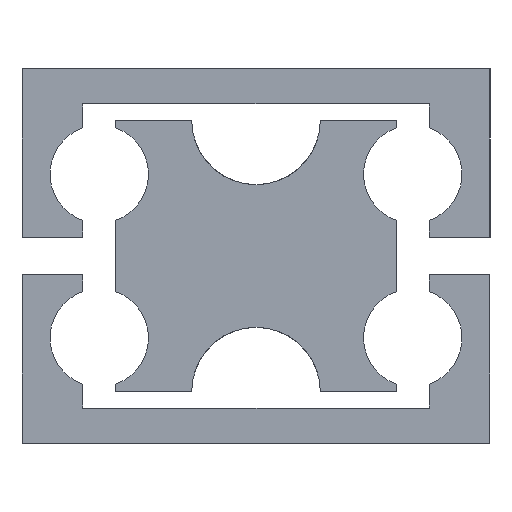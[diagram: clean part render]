
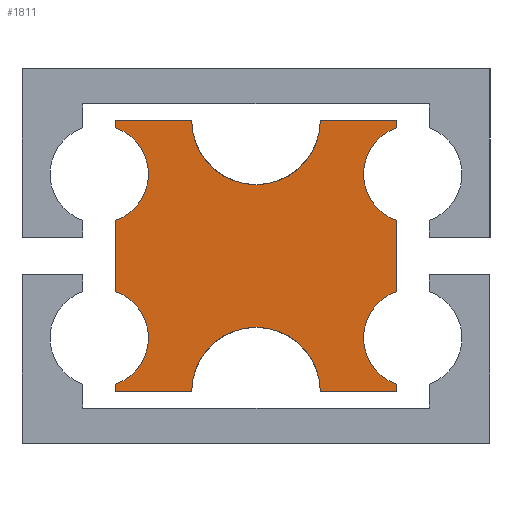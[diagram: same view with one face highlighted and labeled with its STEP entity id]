
A CAD part, left-side view. The second image highlights one B-rep face of the part: STEP entity #1811.
In plain terms, the highlighted planar face has unit normal (-1, 0, 0).
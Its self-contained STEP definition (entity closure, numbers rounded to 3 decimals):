
#2 = AXIS2_PLACEMENT_3D ( 'NONE', #623, #624, #625 ) ;
#339 = LINE ( 'NONE', #340, #722 ) ;
#340 = CARTESIAN_POINT ( 'NONE',  ( -150., -6., -5.48 ) ) ;
#341 = DIRECTION ( 'NONE',  ( 0., 0., -1. ) ) ;
#345 = LINE ( 'NONE', #346, #704 ) ;
#346 = CARTESIAN_POINT ( 'NONE',  ( -150., -6., -1.52 ) ) ;
#347 = DIRECTION ( 'NONE',  ( 0., 0., -1. ) ) ;
#360 = LINE ( 'NONE', #361, #710 ) ;
#361 = CARTESIAN_POINT ( 'NONE',  ( -150., -6., 5.48 ) ) ;
#362 = DIRECTION ( 'NONE',  ( 0., 0., -1. ) ) ;
#365 = CARTESIAN_POINT ( 'NONE',  ( -150., -6.7, -3.5 ) ) ;
#366 = DIRECTION ( 'NONE',  ( -1., 0., 0. ) ) ;
#367 = DIRECTION ( 'NONE',  ( 0., 0., -1. ) ) ;
#384 = LINE ( 'NONE', #385, #717 ) ;
#385 = CARTESIAN_POINT ( 'NONE',  ( -150., -6., -5.8 ) ) ;
#386 = DIRECTION ( 'NONE',  ( 0., 1., 0. ) ) ;
#441 = CARTESIAN_POINT ( 'NONE',  ( -150., 0., 5.8 ) ) ;
#454 = LINE ( 'NONE', #455, #1673 ) ;
#455 = CARTESIAN_POINT ( 'NONE',  ( -150., 2.75, 5.8 ) ) ;
#456 = DIRECTION ( 'NONE',  ( 0., -1., 0. ) ) ;
#457 = DIRECTION ( 'NONE',  ( -1., 0., 0. ) ) ;
#458 = DIRECTION ( 'NONE',  ( 0., 0., -1. ) ) ;
#474 = PLANE ( 'NONE',  #1681 ) ;
#475 = CARTESIAN_POINT ( 'NONE',  ( -150., 0., 5.8 ) ) ;
#476 = DIRECTION ( 'NONE',  ( 1., 0., 0. ) ) ;
#477 = DIRECTION ( 'NONE',  ( 0., 0., -1. ) ) ;
#539 = CARTESIAN_POINT ( 'NONE',  ( -150., 0., -5.8 ) ) ;
#540 = LINE ( 'NONE', #541, #1831 ) ;
#541 = CARTESIAN_POINT ( 'NONE',  ( -150., -6., 5.8 ) ) ;
#542 = DIRECTION ( 'NONE',  ( 0., -1., 0. ) ) ;
#546 = DIRECTION ( 'NONE',  ( -1., 0., 0. ) ) ;
#547 = DIRECTION ( 'NONE',  ( 0., 0., -1. ) ) ;
#579 = LINE ( 'NONE', #580, #779 ) ;
#580 = CARTESIAN_POINT ( 'NONE',  ( -150., 2.75, -5.8 ) ) ;
#581 = DIRECTION ( 'NONE',  ( 0., 1., 0. ) ) ;
#603 = LINE ( 'NONE', #604, #727 ) ;
#604 = CARTESIAN_POINT ( 'NONE',  ( -150., 6., -5.48 ) ) ;
#605 = DIRECTION ( 'NONE',  ( 0., 0., 1. ) ) ;
#614 = CARTESIAN_POINT ( 'NONE',  ( -150., 6.7, -3.5 ) ) ;
#615 = LINE ( 'NONE', #616, #1624 ) ;
#616 = CARTESIAN_POINT ( 'NONE',  ( -150., 6., -1.52 ) ) ;
#617 = DIRECTION ( 'NONE',  ( 0., 0., 1. ) ) ;
#621 = DIRECTION ( 'NONE',  ( -1., 0., 0. ) ) ;
#622 = DIRECTION ( 'NONE',  ( 0., 0., -1. ) ) ;
#623 = CARTESIAN_POINT ( 'NONE',  ( -150., 6.7, 3.5 ) ) ;
#624 = DIRECTION ( 'NONE',  ( -1., 0., 0. ) ) ;
#625 = DIRECTION ( 'NONE',  ( 0., 0., -1. ) ) ;
#704 = VECTOR ( 'NONE', #347, 1000. ) ;
#710 = VECTOR ( 'NONE', #362, 1000. ) ;
#717 = VECTOR ( 'NONE', #386, 1000. ) ;
#722 = VECTOR ( 'NONE', #341, 1000. ) ;
#724 = AXIS2_PLACEMENT_3D ( 'NONE', #365, #366, #367 ) ;
#727 = VECTOR ( 'NONE', #605, 1000. ) ;
#779 = VECTOR ( 'NONE', #581, 1000. ) ;
#801 = EDGE_CURVE ( 'NONE', #987, #964, #339, .T. ) ;
#803 = EDGE_CURVE ( 'NONE', #972, #985, #345, .T. ) ;
#808 = EDGE_CURVE ( 'NONE', #978, #1008, #360, .T. ) ;
#810 = EDGE_CURVE ( 'NONE', #985, #987, #2225, .T. ) ;
#816 = EDGE_CURVE ( 'NONE', #964, #1015, #384, .T. ) ;
#838 = EDGE_CURVE ( 'NONE', #999, #990, #2206, .T. ) ;
#863 = EDGE_CURVE ( 'NONE', #1008, #972, #2238, .T. ) ;
#952 = VERTEX_POINT ( 'NONE', #2099 ) ;
#964 = VERTEX_POINT ( 'NONE', #2111 ) ;
#968 = VERTEX_POINT ( 'NONE', #2115 ) ;
#969 = VERTEX_POINT ( 'NONE', #2116 ) ;
#971 = VERTEX_POINT ( 'NONE', #2118 ) ;
#972 = VERTEX_POINT ( 'NONE', #2119 ) ;
#977 = VERTEX_POINT ( 'NONE', #2124 ) ;
#978 = VERTEX_POINT ( 'NONE', #2125 ) ;
#985 = VERTEX_POINT ( 'NONE', #2132 ) ;
#987 = VERTEX_POINT ( 'NONE', #2134 ) ;
#990 = VERTEX_POINT ( 'NONE', #2137 ) ;
#993 = VERTEX_POINT ( 'NONE', #2140 ) ;
#994 = VERTEX_POINT ( 'NONE', #2141 ) ;
#999 = VERTEX_POINT ( 'NONE', #2146 ) ;
#1003 = VERTEX_POINT ( 'NONE', #2150 ) ;
#1008 = VERTEX_POINT ( 'NONE', #1106 ) ;
#1015 = VERTEX_POINT ( 'NONE', #1113 ) ;
#1020 = ORIENTED_EDGE ( 'NONE', *, *, #1804, .F. ) ;
#1021 = ORIENTED_EDGE ( 'NONE', *, *, #808, .F. ) ;
#1022 = ORIENTED_EDGE ( 'NONE', *, *, #1817, .F. ) ;
#1023 = ORIENTED_EDGE ( 'NONE', *, *, #1805, .F. ) ;
#1024 = ORIENTED_EDGE ( 'NONE', *, *, #1792, .F. ) ;
#1025 = ORIENTED_EDGE ( 'NONE', *, *, #2232, .F. ) ;
#1026 = ORIENTED_EDGE ( 'NONE', *, *, #2217, .F. ) ;
#1027 = ORIENTED_EDGE ( 'NONE', *, *, #2221, .F. ) ;
#1028 = ORIENTED_EDGE ( 'NONE', *, *, #2209, .F. ) ;
#1029 = ORIENTED_EDGE ( 'NONE', *, *, #2192, .F. ) ;
#1030 = ORIENTED_EDGE ( 'NONE', *, *, #838, .F. ) ;
#1031 = ORIENTED_EDGE ( 'NONE', *, *, #2165, .F. ) ;
#1032 = ORIENTED_EDGE ( 'NONE', *, *, #816, .F. ) ;
#1033 = ORIENTED_EDGE ( 'NONE', *, *, #801, .F. ) ;
#1034 = ORIENTED_EDGE ( 'NONE', *, *, #810, .F. ) ;
#1035 = ORIENTED_EDGE ( 'NONE', *, *, #803, .F. ) ;
#1036 = ORIENTED_EDGE ( 'NONE', *, *, #863, .F. ) ;
#1086 = EDGE_LOOP ( 'NONE', ( #1021, #1022, #1023, #1020, #1024, #1025, #1026, #1027, #1028, #1029, #1030, #1031, #1032, #1033, #1034, #1035, #1036 ) ) ;
#1106 = CARTESIAN_POINT ( 'NONE',  ( -150., -6., 5.48 ) ) ;
#1113 = CARTESIAN_POINT ( 'NONE',  ( -150., -2.75, -5.8 ) ) ;
#1386 = LINE ( 'NONE', #1387, #2182 ) ;
#1387 = CARTESIAN_POINT ( 'NONE',  ( -150., 6., 5.48 ) ) ;
#1388 = DIRECTION ( 'NONE',  ( 0., 0., 1. ) ) ;
#1540 = CIRCLE ( 'NONE', #2, 2.1 ) ;
#1542 = CIRCLE ( 'NONE', #1622, 2.1 ) ;
#1622 = AXIS2_PLACEMENT_3D ( 'NONE', #614, #621, #622 ) ;
#1624 = VECTOR ( 'NONE', #617, 1000. ) ;
#1649 = AXIS2_PLACEMENT_3D ( 'NONE', #1904, #1905, #1906 ) ;
#1668 = AXIS2_PLACEMENT_3D ( 'NONE', #2089, #2090, #2091 ) ;
#1673 = VECTOR ( 'NONE', #456, 1000. ) ;
#1676 = FACE_OUTER_BOUND ( 'NONE', #1086, .T. ) ;
#1681 = AXIS2_PLACEMENT_3D ( 'NONE', #475, #476, #477 ) ;
#1682 = AXIS2_PLACEMENT_3D ( 'NONE', #441, #457, #458 ) ;
#1792 = EDGE_CURVE ( 'NONE', #971, #977, #1386, .T. ) ;
#1804 = EDGE_CURVE ( 'NONE', #977, #993, #454, .T. ) ;
#1805 = EDGE_CURVE ( 'NONE', #993, #968, #2169, .T. ) ;
#1811 = ADVANCED_FACE ( 'NONE', ( #1676 ), #474, .F. ) ;
#1817 = EDGE_CURVE ( 'NONE', #968, #978, #540, .T. ) ;
#1823 = AXIS2_PLACEMENT_3D ( 'NONE', #539, #546, #547 ) ;
#1831 = VECTOR ( 'NONE', #542, 1000. ) ;
#1904 = CARTESIAN_POINT ( 'NONE',  ( -150., 0., -5.8 ) ) ;
#1905 = DIRECTION ( 'NONE',  ( -1., 0., 0. ) ) ;
#1906 = DIRECTION ( 'NONE',  ( 0., 0., -1. ) ) ;
#2089 = CARTESIAN_POINT ( 'NONE',  ( -150., -6.7, 3.5 ) ) ;
#2090 = DIRECTION ( 'NONE',  ( -1., 0., 0. ) ) ;
#2091 = DIRECTION ( 'NONE',  ( 0., 0., -1. ) ) ;
#2099 = CARTESIAN_POINT ( 'NONE',  ( -150., 6., -1.52 ) ) ;
#2111 = CARTESIAN_POINT ( 'NONE',  ( -150., -6., -5.8 ) ) ;
#2115 = CARTESIAN_POINT ( 'NONE',  ( -150., -2.75, 5.8 ) ) ;
#2116 = CARTESIAN_POINT ( 'NONE',  ( -150., 6., -5.48 ) ) ;
#2118 = CARTESIAN_POINT ( 'NONE',  ( -150., 6., 5.48 ) ) ;
#2119 = CARTESIAN_POINT ( 'NONE',  ( -150., -6., 1.52 ) ) ;
#2124 = CARTESIAN_POINT ( 'NONE',  ( -150., 6., 5.8 ) ) ;
#2125 = CARTESIAN_POINT ( 'NONE',  ( -150., -6., 5.8 ) ) ;
#2132 = CARTESIAN_POINT ( 'NONE',  ( -150., -6., -1.52 ) ) ;
#2134 = CARTESIAN_POINT ( 'NONE',  ( -150., -6., -5.48 ) ) ;
#2137 = CARTESIAN_POINT ( 'NONE',  ( -150., 2.75, -5.8 ) ) ;
#2140 = CARTESIAN_POINT ( 'NONE',  ( -150., 2.75, 5.8 ) ) ;
#2141 = CARTESIAN_POINT ( 'NONE',  ( -150., 6., 1.52 ) ) ;
#2146 = CARTESIAN_POINT ( 'NONE',  ( -150., 0., -3.05 ) ) ;
#2150 = CARTESIAN_POINT ( 'NONE',  ( -150., 6., -5.8 ) ) ;
#2165 = EDGE_CURVE ( 'NONE', #1015, #999, #2190, .T. ) ;
#2169 = CIRCLE ( 'NONE', #1682, 2.75 ) ;
#2182 = VECTOR ( 'NONE', #1388, 1000. ) ;
#2190 = CIRCLE ( 'NONE', #1823, 2.75 ) ;
#2192 = EDGE_CURVE ( 'NONE', #990, #1003, #579, .T. ) ;
#2206 = CIRCLE ( 'NONE', #1649, 2.75 ) ;
#2209 = EDGE_CURVE ( 'NONE', #1003, #969, #603, .T. ) ;
#2217 = EDGE_CURVE ( 'NONE', #952, #994, #615, .T. ) ;
#2221 = EDGE_CURVE ( 'NONE', #969, #952, #1542, .T. ) ;
#2225 = CIRCLE ( 'NONE', #724, 2.1 ) ;
#2232 = EDGE_CURVE ( 'NONE', #994, #971, #1540, .T. ) ;
#2238 = CIRCLE ( 'NONE', #1668, 2.1 ) ;
